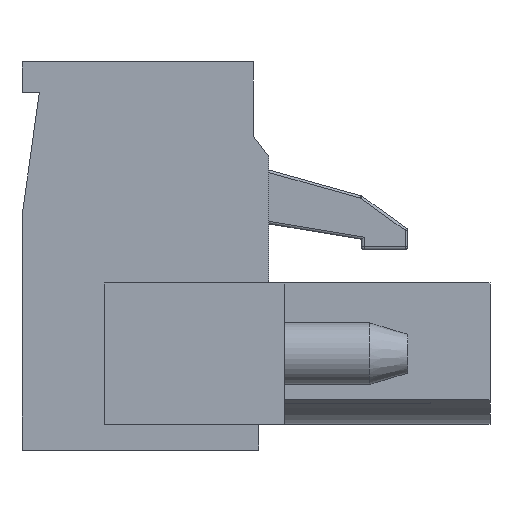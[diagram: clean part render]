
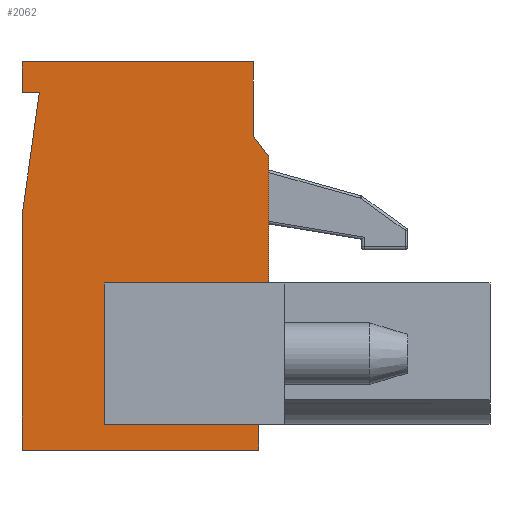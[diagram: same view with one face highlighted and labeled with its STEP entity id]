
A CAD part, left-side view. The second image highlights one B-rep face of the part: STEP entity #2062.
In plain terms, the highlighted planar face has unit normal (-1, 0, 0).
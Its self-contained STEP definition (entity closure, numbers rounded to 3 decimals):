
#2062 = ADVANCED_FACE( '', ( #4118 ), #4119, .F. );
#4118 = FACE_OUTER_BOUND( '', #6139, .T. );
#4119 = PLANE( '', #6140 );
#6139 = EDGE_LOOP( '', ( #11728, #11729, #11730, #11731, #11732, #11733, #11734, #11735, #11736, #11737, #11738, #11739, #11740 ) );
#6140 = AXIS2_PLACEMENT_3D( '', #11741, #11742, #11743 );
#11728 = ORIENTED_EDGE( '', *, *, #13746, .F. );
#11729 = ORIENTED_EDGE( '', *, *, #12580, .F. );
#11730 = ORIENTED_EDGE( '', *, *, #13713, .F. );
#11731 = ORIENTED_EDGE( '', *, *, #12385, .F. );
#11732 = ORIENTED_EDGE( '', *, *, #13988, .F. );
#11733 = ORIENTED_EDGE( '', *, *, #14327, .F. );
#11734 = ORIENTED_EDGE( '', *, *, #13340, .F. );
#11735 = ORIENTED_EDGE( '', *, *, #14123, .F. );
#11736 = ORIENTED_EDGE( '', *, *, #13040, .F. );
#11737 = ORIENTED_EDGE( '', *, *, #13356, .F. );
#11738 = ORIENTED_EDGE( '', *, *, #13878, .F. );
#11739 = ORIENTED_EDGE( '', *, *, #13888, .F. );
#11740 = ORIENTED_EDGE( '', *, *, #12559, .F. );
#11741 = CARTESIAN_POINT( '', ( -12.5, 0., 0. ) );
#11742 = DIRECTION( '', ( 1., 0., 0. ) );
#11743 = DIRECTION( '', ( 0., 0., -1. ) );
#12385 = EDGE_CURVE( '', #14887, #14890, #14891, .T. );
#12559 = EDGE_CURVE( '', #15201, #15202, #15203, .T. );
#12580 = EDGE_CURVE( '', #15234, #15235, #15236, .T. );
#13040 = EDGE_CURVE( '', #15983, #15985, #15986, .T. );
#13340 = EDGE_CURVE( '', #16453, #16448, #16455, .T. );
#13356 = EDGE_CURVE( '', #16482, #15983, #16484, .T. );
#13713 = EDGE_CURVE( '', #14890, #15234, #16964, .T. );
#13746 = EDGE_CURVE( '', #15235, #15201, #17010, .T. );
#13878 = EDGE_CURVE( '', #17185, #16482, #17187, .T. );
#13888 = EDGE_CURVE( '', #15202, #17185, #17199, .T. );
#13988 = EDGE_CURVE( '', #17321, #14887, #17322, .T. );
#14123 = EDGE_CURVE( '', #15985, #16453, #17482, .T. );
#14327 = EDGE_CURVE( '', #16448, #17321, #17699, .T. );
#14887 = VERTEX_POINT( '', #18462 );
#14890 = VERTEX_POINT( '', #18466 );
#14891 = LINE( '', #18467, #18468 );
#15201 = VERTEX_POINT( '', #18912 );
#15202 = VERTEX_POINT( '', #18913 );
#15203 = LINE( '', #18914, #18915 );
#15234 = VERTEX_POINT( '', #18964 );
#15235 = VERTEX_POINT( '', #18965 );
#15236 = LINE( '', #18966, #18967 );
#15983 = VERTEX_POINT( '', #20057 );
#15985 = VERTEX_POINT( '', #20060 );
#15986 = LINE( '', #20061, #20062 );
#16448 = VERTEX_POINT( '', #20698 );
#16453 = VERTEX_POINT( '', #20705 );
#16455 = LINE( '', #20708, #20709 );
#16482 = VERTEX_POINT( '', #20747 );
#16484 = LINE( '', #20750, #20751 );
#16964 = LINE( '', #21443, #21444 );
#17010 = LINE( '', #21507, #21508 );
#17185 = VERTEX_POINT( '', #21778 );
#17187 = LINE( '', #21781, #21782 );
#17199 = LINE( '', #21797, #21798 );
#17321 = VERTEX_POINT( '', #21975 );
#17322 = LINE( '', #21976, #21977 );
#17482 = LINE( '', #22213, #22214 );
#17699 = LINE( '', #22520, #22521 );
#18462 = CARTESIAN_POINT( '', ( -12.5, 0., 8.15 ) );
#18466 = CARTESIAN_POINT( '', ( -12.5, 0., 3.25 ) );
#18467 = CARTESIAN_POINT( '', ( -12.5, 0., 11.85 ) );
#18468 = VECTOR( '', #22883, 1000. );
#18912 = CARTESIAN_POINT( '', ( -12.5, 0.4, -2.25 ) );
#18913 = CARTESIAN_POINT( '', ( -12.5, 0.4, -3.25 ) );
#18914 = CARTESIAN_POINT( '', ( -12.5, 0.4, 0. ) );
#18915 = VECTOR( '', #23072, 1000. );
#18964 = CARTESIAN_POINT( '', ( -12.5, 6.4, 3.25 ) );
#18965 = CARTESIAN_POINT( '', ( -12.5, 6.4, -2.25 ) );
#18966 = CARTESIAN_POINT( '', ( -12.5, 6.4, 3.25 ) );
#18967 = VECTOR( '', #23089, 1000. );
#20057 = CARTESIAN_POINT( '', ( -12.5, 8.925, 10.65 ) );
#20060 = CARTESIAN_POINT( '', ( -12.5, 9.6, 10.65 ) );
#20061 = CARTESIAN_POINT( '', ( -12.5, 0., 10.65 ) );
#20062 = VECTOR( '', #23534, 1000. );
#20698 = CARTESIAN_POINT( '', ( -12.5, 0.6, 11.85 ) );
#20705 = CARTESIAN_POINT( '', ( -12.5, 9.6, 11.85 ) );
#20708 = CARTESIAN_POINT( '', ( -12.5, 9.6, 11.85 ) );
#20709 = VECTOR( '', #23899, 1000. );
#20747 = CARTESIAN_POINT( '', ( -12.5, 9.6, 5.85 ) );
#20750 = CARTESIAN_POINT( '', ( -12.5, 10.22, 1.436 ) );
#20751 = VECTOR( '', #23918, 1000. );
#21443 = CARTESIAN_POINT( '', ( -12.5, -0.6, 3.25 ) );
#21444 = VECTOR( '', #24253, 1000. );
#21507 = CARTESIAN_POINT( '', ( -12.5, 6.4, -2.25 ) );
#21508 = VECTOR( '', #24280, 1000. );
#21778 = CARTESIAN_POINT( '', ( -12.5, 9.6, -3.25 ) );
#21781 = CARTESIAN_POINT( '', ( -12.5, 9.6, -3.25 ) );
#21782 = VECTOR( '', #24400, 1000. );
#21797 = CARTESIAN_POINT( '', ( -12.5, -8.6, -3.25 ) );
#21798 = VECTOR( '', #24410, 1000. );
#21975 = CARTESIAN_POINT( '', ( -12.5, 0.6, 8.95 ) );
#21976 = CARTESIAN_POINT( '', ( -12.5, -3.912, 2.934 ) );
#21977 = VECTOR( '', #24490, 1000. );
#22213 = CARTESIAN_POINT( '', ( -12.5, 9.6, -3.25 ) );
#22214 = VECTOR( '', #24595, 1000. );
#22520 = CARTESIAN_POINT( '', ( -12.5, 0.6, 0. ) );
#22521 = VECTOR( '', #24704, 1000. );
#22883 = DIRECTION( '', ( 0., 0., -1. ) );
#23072 = DIRECTION( '', ( 0., 0., -1. ) );
#23089 = DIRECTION( '', ( 0., 0., -1. ) );
#23534 = DIRECTION( '', ( 0., 1., 0. ) );
#23899 = DIRECTION( '', ( 0., -1., 0. ) );
#23918 = DIRECTION( '', ( 0., -0.139, 0.99 ) );
#24253 = DIRECTION( '', ( 0., 1., 0. ) );
#24280 = DIRECTION( '', ( 0., -1., 0. ) );
#24400 = DIRECTION( '', ( 0., 0., 1. ) );
#24410 = DIRECTION( '', ( 0., 1., 0. ) );
#24490 = DIRECTION( '', ( 0., -0.6, -0.8 ) );
#24595 = DIRECTION( '', ( 0., 0., 1. ) );
#24704 = DIRECTION( '', ( 0., 0., -1. ) );
